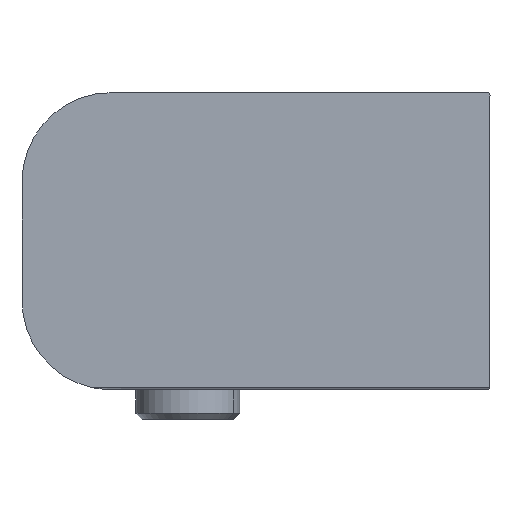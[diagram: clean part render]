
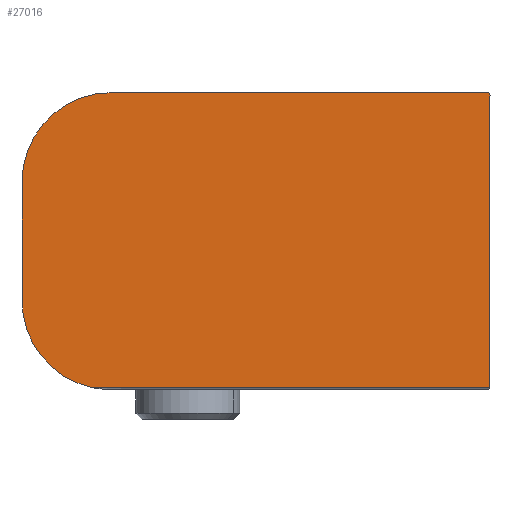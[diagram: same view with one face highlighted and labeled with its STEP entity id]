
A CAD part, front view. The second image highlights one B-rep face of the part: STEP entity #27016.
In plain terms, the highlighted planar face has unit normal (0, -1, 0).
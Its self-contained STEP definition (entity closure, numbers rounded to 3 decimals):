
#18626=CARTESIAN_POINT(' ',(-59.004,-31.,-2.004));
#18631=DIRECTION(' ',(0.,1.,0.));
#18636=DIRECTION(' ',(-0.236,0.,-0.972));
#18641=AXIS2_PLACEMENT_3D(' ',#18626,#18631,#18636);
#18646=CIRCLE('',#18641,17.996);
#18651=CARTESIAN_POINT(' ',(-63.252,-31.,-19.491));
#18652=VERTEX_POINT(' ',#18651);
#18656=CARTESIAN_POINT(' ',(-77.,-31.,-2.003));
#18657=VERTEX_POINT(' ',#18656);
#18661=EDGE_CURVE(' ',#18652,#18657,#18646,.T.);
#18801=CARTESIAN_POINT(' ',(-77.,-31.,-2.003));
#18806=DIRECTION(' ',(0.,0.,1.));
#18811=VECTOR(' ',#18806,1.);
#18816=LINE('',#18801,#18811);
#18821=CARTESIAN_POINT(' ',(-77.,-31.,22.003));
#18822=VERTEX_POINT(' ',#18821);
#18826=EDGE_CURVE(' ',#18657,#18822,#18816,.T.);
#18916=CARTESIAN_POINT(' ',(-59.004,-31.,22.004));
#18921=DIRECTION(' ',(0.,-1.,0.));
#18926=DIRECTION(' ',(0.,0.,1.));
#18931=AXIS2_PLACEMENT_3D(' ',#18916,#18921,#18926);
#18936=CIRCLE('',#18931,17.996);
#18941=CARTESIAN_POINT(' ',(-59.003,-31.,40.));
#18942=VERTEX_POINT(' ',#18941);
#18946=EDGE_CURVE(' ',#18942,#18822,#18936,.T.);
#19156=CARTESIAN_POINT(' ',(17.044,-31.,40.));
#19161=DIRECTION(' ',(-1.,0.,0.));
#19166=VECTOR(' ',#19161,1.);
#19171=LINE('',#19156,#19166);
#19176=CARTESIAN_POINT(' ',(17.044,-31.,40.));
#19177=VERTEX_POINT(' ',#19176);
#19181=EDGE_CURVE(' ',#19177,#18942,#19171,.T.);
#23931=CARTESIAN_POINT(' ',(17.544,-31.,-19.496));
#23932=VERTEX_POINT(' ',#23931);
#24086=CARTESIAN_POINT(' ',(17.544,-31.,-19.496));
#24091=DIRECTION(' ',(-1.,0.,0.));
#24096=VECTOR(' ',#24091,1.);
#24101=LINE('',#24086,#24096);
#24106=EDGE_CURVE(' ',#23932,#18652,#24101,.T.);
#26886=DIRECTION(' ',(0.,-1.,-0.));
#26891=CARTESIAN_POINT(' ',(-85.043,-31.,35.457));
#26896=DIRECTION(' ',(0.198,0.,-0.98));
#26901=AXIS2_PLACEMENT_3D(' ',#26891,#26886,#26896);
#26906=PLANE('',#26901);
#26911=ORIENTED_EDGE(' ',*,*,#18661,.F.);
#26916=ORIENTED_EDGE(' ',*,*,#24106,.F.);
#26921=CARTESIAN_POINT(' ',(17.544,-31.,-19.496));
#26926=DIRECTION(' ',(0.,0.,1.));
#26931=VECTOR(' ',#26926,1.);
#26936=LINE('',#26921,#26931);
#26941=CARTESIAN_POINT(' ',(17.544,-31.,39.5));
#26942=VERTEX_POINT(' ',#26941);
#26946=EDGE_CURVE(' ',#23932,#26942,#26936,.T.);
#26951=ORIENTED_EDGE(' ',*,*,#26946,.T.);
#26956=CARTESIAN_POINT(' ',(17.044,-31.,39.5));
#26961=DIRECTION(' ',(0.,1.,0.));
#26966=DIRECTION(' ',(0.,0.,1.));
#26971=AXIS2_PLACEMENT_3D(' ',#26956,#26961,#26966);
#26976=CIRCLE('',#26971,0.5);
#26981=EDGE_CURVE(' ',#19177,#26942,#26976,.T.);
#26986=ORIENTED_EDGE(' ',*,*,#26981,.F.);
#26991=ORIENTED_EDGE(' ',*,*,#19181,.T.);
#26996=ORIENTED_EDGE(' ',*,*,#18946,.T.);
#27001=ORIENTED_EDGE(' ',*,*,#18826,.F.);
#27006=EDGE_LOOP(' ',(#26911,#26916,#26951,#26986,#26991,#26996,#27001));
#27011=FACE_OUTER_BOUND(' ',#27006,.T.);
#27016=ADVANCED_FACE('',(#27011),#26906,.T.);
